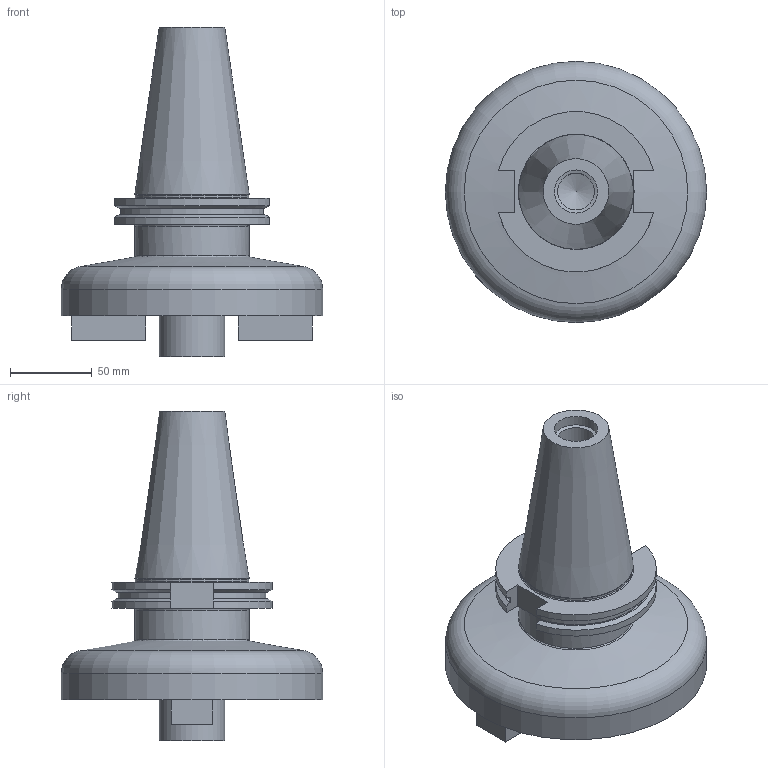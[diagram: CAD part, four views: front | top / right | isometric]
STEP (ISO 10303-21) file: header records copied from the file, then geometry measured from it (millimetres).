
FILE_DESCRIPTION(/* description */ (''),/* implementation_level */ '2;1');
FILE_NAME(/* name */ '1695730591079.stp',/* time_stamp */ '2023-09-26T14:16:36+02:00',/* author */ (''),/* organization */ ('SMS'),/* preprocessor_version */ 'ST-DEVELOPER v16.7',/* originating_system */ 'SIEMENS PLM Software NX 12.0',/* authorisation */ '');
FILE_SCHEMA (('AUTOMOTIVE_DESIGN { 1 0 10303 214 3 1 1 1 }'));
Length unit declared in the file: millimetre
Products named in the file (1): 204940163mod000_00
Bounding box: 160 x 160 x 201.6 mm (x, y, z)
Volume: 1120057.1 mm3; surface area: 97255.3 mm2
Topology: 1 solids, 1 shells, 51 faces, 131 edges, 88 vertices
Faces by surface type: plane 25, cylinder 12, cone 9, torus 4, bspline 1
Full cylindrical faces by diameter (mm): 22.5 x1, 26.375 x1, 40 x1, 69.4 x1, 69.85 x1, 160 x1
Entity records: 1515 total; most frequent: CARTESIAN_POINT 308, DIRECTION 243, ORIENTED_EDGE 218, EDGE_CURVE 109, AXIS2_PLACEMENT_3D 90, VERTEX_POINT 78, EDGE_LOOP 68, LINE 63
